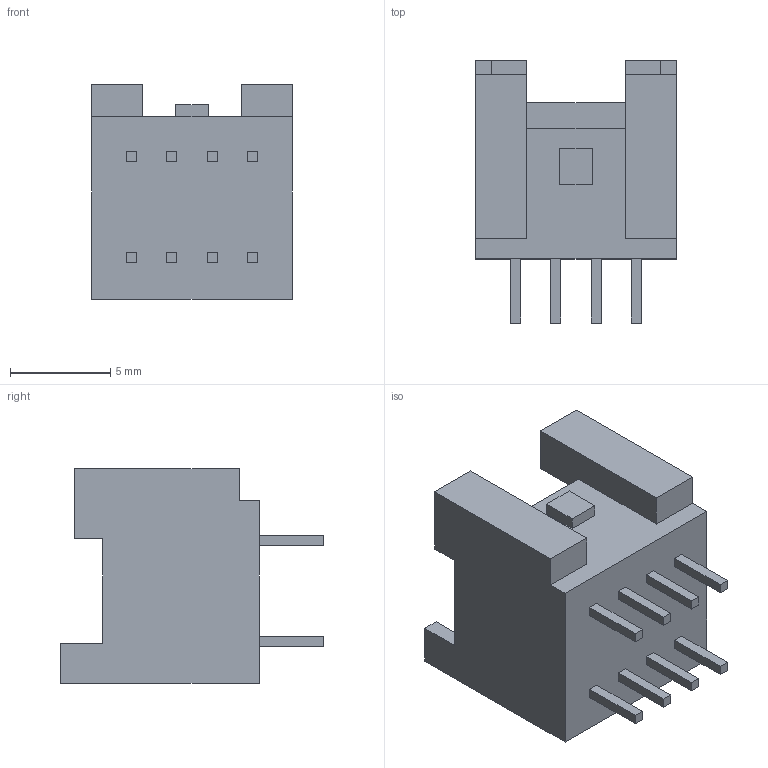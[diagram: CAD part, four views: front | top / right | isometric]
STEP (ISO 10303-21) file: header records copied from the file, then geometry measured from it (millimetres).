
FILE_DESCRIPTION (( 'STEP AP214' ), '1' );
FILE_NAME ('B08B-PNDZS.STEP', '2010-06-16T01:38:06', ( ' ' ), ( '' ), 'SwSTEP 2.0', 'SolidWorks 2005235', '' );
FILE_SCHEMA (( 'AUTOMOTIVE_DESIGN' ));
Length unit declared in the file: millimetre
Products named in the file (1): B08B-PNDZS
Bounding box: 10 x 13.1 x 10.7 mm (x, y, z)
Volume: 431.6 mm3; surface area: 905.9 mm2
Topology: 1 solids, 1 shells, 115 faces, 288 edges, 192 vertices
Faces by surface type: plane 115
Entity records: 4650 total; most frequent: CARTESIAN_POINT 596, ORIENTED_EDGE 576, DIRECTION 520, EDGE_CURVE 288, LINE 288, VECTOR 288, VERTEX_POINT 192, EDGE_LOOP 132
